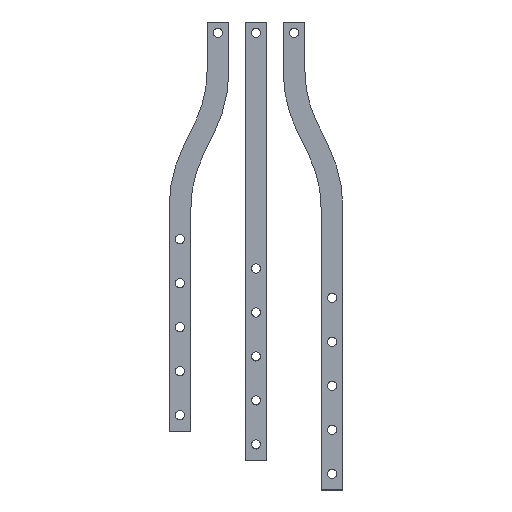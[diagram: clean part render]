
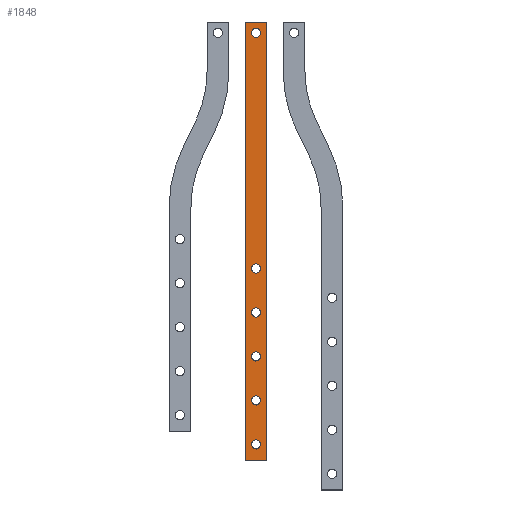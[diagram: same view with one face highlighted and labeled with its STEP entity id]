
A CAD part, top view. The second image highlights one B-rep face of the part: STEP entity #1848.
In plain terms, the highlighted planar face has unit normal (0, 0, 1).
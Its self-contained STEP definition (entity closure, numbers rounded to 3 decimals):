
#7 = AXIS2_PLACEMENT_3D ( 'NONE', #286, #1581, #511 ) ;
#14 = DIRECTION ( 'NONE',  ( 0., 0., 1. ) ) ;
#29 = CARTESIAN_POINT ( 'NONE',  ( 84.25, 28.5, 0. ) ) ;
#90 = ORIENTED_EDGE ( 'NONE', *, *, #945, .F. ) ;
#91 = CARTESIAN_POINT ( 'NONE',  ( 75.75, 69., 0. ) ) ;
#158 = DIRECTION ( 'NONE',  ( 1., 0., 0. ) ) ;
#164 = DIRECTION ( 'NONE',  ( 1., 0., 0. ) ) ;
#177 = AXIS2_PLACEMENT_3D ( 'NONE', #336, #1619, #555 ) ;
#189 = EDGE_LOOP ( 'NONE', ( #561, #2220 ) ) ;
#191 = CIRCLE ( 'NONE', #7, 4.25 ) ;
#192 = EDGE_LOOP ( 'NONE', ( #324, #1698 ) ) ;
#199 = EDGE_LOOP ( 'NONE', ( #2197, #779 ) ) ;
#203 = DIRECTION ( 'NONE',  ( 0., -1., 0. ) ) ;
#215 = VERTEX_POINT ( 'NONE', #276 ) ;
#220 = EDGE_LOOP ( 'NONE', ( #837, #2252 ) ) ;
#227 = VERTEX_POINT ( 'NONE', #1217 ) ;
#237 = CIRCLE ( 'NONE', #177, 4.25 ) ;
#250 = VERTEX_POINT ( 'NONE', #861 ) ;
#259 = VERTEX_POINT ( 'NONE', #1393 ) ;
#261 = DIRECTION ( 'NONE',  ( 0., 0., 1. ) ) ;
#265 = FACE_OUTER_BOUND ( 'NONE', #399, .T. ) ;
#276 = CARTESIAN_POINT ( 'NONE',  ( 75.75, 28.5, 0. ) ) ;
#280 = EDGE_CURVE ( 'NONE', #2123, #215, #1266, .T. ) ;
#284 = ORIENTED_EDGE ( 'NONE', *, *, #2231, .F. ) ;
#286 = CARTESIAN_POINT ( 'NONE',  ( 80., 150., 0. ) ) ;
#287 = EDGE_LOOP ( 'NONE', ( #1159, #90 ) ) ;
#315 = EDGE_CURVE ( 'NONE', #2398, #1138, #1794, .T. ) ;
#320 = EDGE_LOOP ( 'NONE', ( #284, #1582 ) ) ;
#324 = ORIENTED_EDGE ( 'NONE', *, *, #1518, .F. ) ;
#331 = FACE_BOUND ( 'NONE', #287, .T. ) ;
#336 = CARTESIAN_POINT ( 'NONE',  ( 80., 28.5, 0. ) ) ;
#399 = EDGE_LOOP ( 'NONE', ( #2017, #1916, #1275, #1585 ) ) ;
#400 = AXIS2_PLACEMENT_3D ( 'NONE', #1263, #562, #1799 ) ;
#408 = LINE ( 'NONE', #1303, #848 ) ;
#511 = DIRECTION ( 'NONE',  ( 1., 0., 0. ) ) ;
#516 = AXIS2_PLACEMENT_3D ( 'NONE', #721, #1944, #887 ) ;
#542 = CIRCLE ( 'NONE', #516, 4.25 ) ;
#547 = CARTESIAN_POINT ( 'NONE',  ( 80., 69., 0. ) ) ;
#555 = DIRECTION ( 'NONE',  ( 1., 0., 0. ) ) ;
#561 = ORIENTED_EDGE ( 'NONE', *, *, #1912, .F. ) ;
#562 = DIRECTION ( 'NONE',  ( 0., 0., 1. ) ) ;
#635 = AXIS2_PLACEMENT_3D ( 'NONE', #1165, #14, #1340 ) ;
#693 = CIRCLE ( 'NONE', #1123, 4.25 ) ;
#721 = CARTESIAN_POINT ( 'NONE',  ( 80., 109.5, 0. ) ) ;
#735 = DIRECTION ( 'NONE',  ( 1., 0., 0. ) ) ;
#739 = CARTESIAN_POINT ( 'NONE',  ( 75.75, 150., 0. ) ) ;
#761 = VERTEX_POINT ( 'NONE', #849 ) ;
#766 = EDGE_CURVE ( 'NONE', #227, #761, #693, .T. ) ;
#779 = ORIENTED_EDGE ( 'NONE', *, *, #2018, .F. ) ;
#791 = FACE_BOUND ( 'NONE', #320, .T. ) ;
#806 = VERTEX_POINT ( 'NONE', #2124 ) ;
#808 = CARTESIAN_POINT ( 'NONE',  ( 84.25, -12., 0. ) ) ;
#837 = ORIENTED_EDGE ( 'NONE', *, *, #766, .F. ) ;
#848 = VECTOR ( 'NONE', #2193, 1000. ) ;
#849 = CARTESIAN_POINT ( 'NONE',  ( 75.75, 367., 0. ) ) ;
#858 = DIRECTION ( 'NONE',  ( 0., 0., 1. ) ) ;
#861 = CARTESIAN_POINT ( 'NONE',  ( 75.75, 109.5, 0. ) ) ;
#865 = CARTESIAN_POINT ( 'NONE',  ( 90., 377., 0. ) ) ;
#871 = CIRCLE ( 'NONE', #1966, 4.25 ) ;
#875 = CARTESIAN_POINT ( 'NONE',  ( 80., 28.5, 0. ) ) ;
#884 = CARTESIAN_POINT ( 'NONE',  ( 80., 150., 0. ) ) ;
#887 = DIRECTION ( 'NONE',  ( 1., 0., 0. ) ) ;
#927 = EDGE_CURVE ( 'NONE', #259, #2366, #1707, .T. ) ;
#945 = EDGE_CURVE ( 'NONE', #215, #2123, #237, .T. ) ;
#961 = CARTESIAN_POINT ( 'NONE',  ( 84.25, 150., 0. ) ) ;
#966 = DIRECTION ( 'NONE',  ( 0., 0., 1. ) ) ;
#1003 = DIRECTION ( 'NONE',  ( 0., 0., 1. ) ) ;
#1024 = EDGE_CURVE ( 'NONE', #1671, #806, #1900, .T. ) ;
#1028 = CARTESIAN_POINT ( 'NONE',  ( 70., -27., 0. ) ) ;
#1056 = DIRECTION ( 'NONE',  ( 1., 0., 0. ) ) ;
#1064 = DIRECTION ( 'NONE',  ( 1., 0., 0. ) ) ;
#1115 = EDGE_CURVE ( 'NONE', #1382, #1136, #408, .T. ) ;
#1123 = AXIS2_PLACEMENT_3D ( 'NONE', #1917, #858, #2107 ) ;
#1136 = VERTEX_POINT ( 'NONE', #2207 ) ;
#1138 = VERTEX_POINT ( 'NONE', #961 ) ;
#1159 = ORIENTED_EDGE ( 'NONE', *, *, #280, .F. ) ;
#1165 = CARTESIAN_POINT ( 'NONE',  ( 80., 109.5, 0. ) ) ;
#1216 = AXIS2_PLACEMENT_3D ( 'NONE', #2066, #1003, #2246 ) ;
#1217 = CARTESIAN_POINT ( 'NONE',  ( 84.25, 367., 0. ) ) ;
#1256 = AXIS2_PLACEMENT_3D ( 'NONE', #2372, #1292, #164 ) ;
#1257 = FACE_BOUND ( 'NONE', #189, .T. ) ;
#1263 = CARTESIAN_POINT ( 'NONE',  ( 0., 0., 0. ) ) ;
#1266 = CIRCLE ( 'NONE', #1452, 4.25 ) ;
#1275 = ORIENTED_EDGE ( 'NONE', *, *, #1422, .T. ) ;
#1292 = DIRECTION ( 'NONE',  ( 0., 0., 1. ) ) ;
#1303 = CARTESIAN_POINT ( 'NONE',  ( 70., 377., 0. ) ) ;
#1309 = FACE_BOUND ( 'NONE', #220, .T. ) ;
#1340 = DIRECTION ( 'NONE',  ( 1., 0., 0. ) ) ;
#1343 = AXIS2_PLACEMENT_3D ( 'NONE', #1371, #261, #1560 ) ;
#1371 = CARTESIAN_POINT ( 'NONE',  ( 80., -12., 0. ) ) ;
#1382 = VERTEX_POINT ( 'NONE', #865 ) ;
#1393 = CARTESIAN_POINT ( 'NONE',  ( 84.25, 69., 0. ) ) ;
#1405 = CARTESIAN_POINT ( 'NONE',  ( 90., 377., 0. ) ) ;
#1422 = EDGE_CURVE ( 'NONE', #806, #1382, #1485, .T. ) ;
#1431 = EDGE_CURVE ( 'NONE', #250, #2320, #542, .T. ) ;
#1435 = VECTOR ( 'NONE', #158, 1000. ) ;
#1452 = AXIS2_PLACEMENT_3D ( 'NONE', #875, #2125, #1056 ) ;
#1485 = LINE ( 'NONE', #1405, #1897 ) ;
#1499 = EDGE_CURVE ( 'NONE', #1136, #1671, #1730, .T. ) ;
#1512 = CIRCLE ( 'NONE', #1343, 4.25 ) ;
#1518 = EDGE_CURVE ( 'NONE', #2320, #250, #2158, .T. ) ;
#1560 = DIRECTION ( 'NONE',  ( 1., 0., 0. ) ) ;
#1568 = CIRCLE ( 'NONE', #1256, 4.25 ) ;
#1581 = DIRECTION ( 'NONE',  ( 0., 0., 1. ) ) ;
#1582 = ORIENTED_EDGE ( 'NONE', *, *, #315, .F. ) ;
#1585 = ORIENTED_EDGE ( 'NONE', *, *, #1115, .T. ) ;
#1619 = DIRECTION ( 'NONE',  ( 0., 0., 1. ) ) ;
#1624 = PLANE ( 'NONE',  #400 ) ;
#1655 = EDGE_CURVE ( 'NONE', #1852, #2054, #1512, .T. ) ;
#1671 = VERTEX_POINT ( 'NONE', #1028 ) ;
#1698 = ORIENTED_EDGE ( 'NONE', *, *, #1431, .F. ) ;
#1707 = CIRCLE ( 'NONE', #2322, 4.25 ) ;
#1730 = LINE ( 'NONE', #2222, #1787 ) ;
#1784 = DIRECTION ( 'NONE',  ( 0., 0., 1. ) ) ;
#1787 = VECTOR ( 'NONE', #203, 1000. ) ;
#1791 = CARTESIAN_POINT ( 'NONE',  ( 75.75, -12., 0. ) ) ;
#1794 = CIRCLE ( 'NONE', #1922, 4.25 ) ;
#1799 = DIRECTION ( 'NONE',  ( 1., 0., 0. ) ) ;
#1848 = ADVANCED_FACE ( 'NONE', ( #1257, #331, #2205, #2326, #791, #1309, #265 ), #1624, .T. ) ;
#1852 = VERTEX_POINT ( 'NONE', #1791 ) ;
#1897 = VECTOR ( 'NONE', #2126, 1000. ) ;
#1900 = LINE ( 'NONE', #1989, #1435 ) ;
#1912 = EDGE_CURVE ( 'NONE', #2054, #1852, #1568, .T. ) ;
#1916 = ORIENTED_EDGE ( 'NONE', *, *, #1024, .T. ) ;
#1917 = CARTESIAN_POINT ( 'NONE',  ( 80., 367., 0. ) ) ;
#1922 = AXIS2_PLACEMENT_3D ( 'NONE', #884, #2130, #1064 ) ;
#1941 = CARTESIAN_POINT ( 'NONE',  ( 84.25, 109.5, 0. ) ) ;
#1944 = DIRECTION ( 'NONE',  ( 0., 0., 1. ) ) ;
#1966 = AXIS2_PLACEMENT_3D ( 'NONE', #2028, #966, #2212 ) ;
#1989 = CARTESIAN_POINT ( 'NONE',  ( 70., -27., 0. ) ) ;
#2017 = ORIENTED_EDGE ( 'NONE', *, *, #1499, .T. ) ;
#2018 = EDGE_CURVE ( 'NONE', #2366, #259, #871, .T. ) ;
#2028 = CARTESIAN_POINT ( 'NONE',  ( 80., 69., 0. ) ) ;
#2054 = VERTEX_POINT ( 'NONE', #808 ) ;
#2066 = CARTESIAN_POINT ( 'NONE',  ( 80., 367., 0. ) ) ;
#2067 = CIRCLE ( 'NONE', #1216, 4.25 ) ;
#2100 = EDGE_CURVE ( 'NONE', #761, #227, #2067, .T. ) ;
#2107 = DIRECTION ( 'NONE',  ( 1., 0., 0. ) ) ;
#2123 = VERTEX_POINT ( 'NONE', #29 ) ;
#2124 = CARTESIAN_POINT ( 'NONE',  ( 90., -27., 0. ) ) ;
#2125 = DIRECTION ( 'NONE',  ( 0., 0., 1. ) ) ;
#2126 = DIRECTION ( 'NONE',  ( 0., 1., 0. ) ) ;
#2130 = DIRECTION ( 'NONE',  ( 0., 0., 1. ) ) ;
#2158 = CIRCLE ( 'NONE', #635, 4.25 ) ;
#2193 = DIRECTION ( 'NONE',  ( -1., 0., 0. ) ) ;
#2197 = ORIENTED_EDGE ( 'NONE', *, *, #927, .F. ) ;
#2205 = FACE_BOUND ( 'NONE', #199, .T. ) ;
#2207 = CARTESIAN_POINT ( 'NONE',  ( 70., 377., 0. ) ) ;
#2212 = DIRECTION ( 'NONE',  ( 1., 0., 0. ) ) ;
#2220 = ORIENTED_EDGE ( 'NONE', *, *, #1655, .F. ) ;
#2222 = CARTESIAN_POINT ( 'NONE',  ( 70., 377., 0. ) ) ;
#2231 = EDGE_CURVE ( 'NONE', #1138, #2398, #191, .T. ) ;
#2246 = DIRECTION ( 'NONE',  ( 1., 0., 0. ) ) ;
#2252 = ORIENTED_EDGE ( 'NONE', *, *, #2100, .F. ) ;
#2320 = VERTEX_POINT ( 'NONE', #1941 ) ;
#2322 = AXIS2_PLACEMENT_3D ( 'NONE', #547, #1784, #735 ) ;
#2326 = FACE_BOUND ( 'NONE', #192, .T. ) ;
#2366 = VERTEX_POINT ( 'NONE', #91 ) ;
#2372 = CARTESIAN_POINT ( 'NONE',  ( 80., -12., 0. ) ) ;
#2398 = VERTEX_POINT ( 'NONE', #739 ) ;
